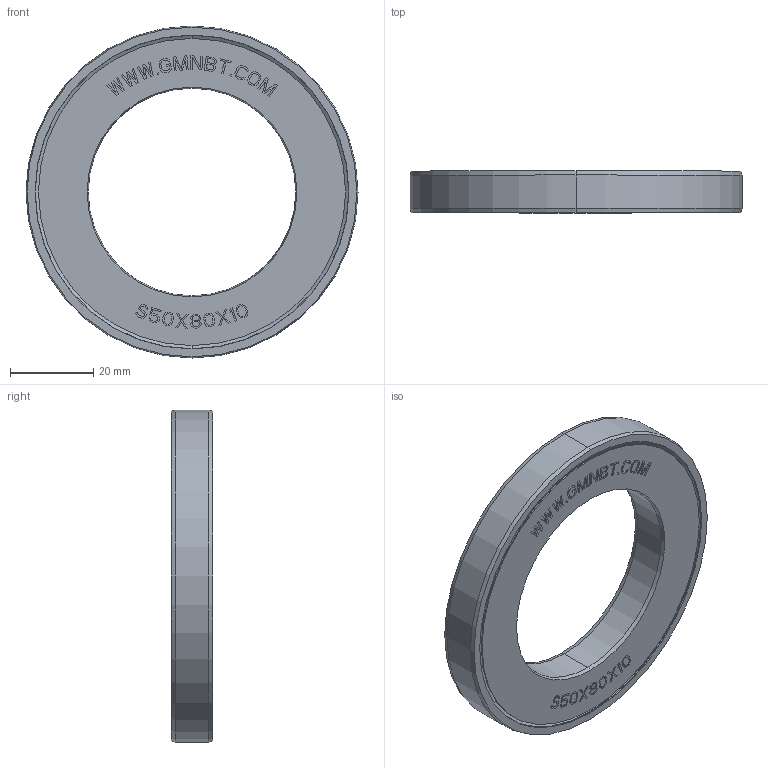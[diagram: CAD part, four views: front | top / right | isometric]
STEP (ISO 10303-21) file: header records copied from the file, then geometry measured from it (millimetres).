
FILE_DESCRIPTION((''),'2;1');
FILE_NAME('S50X80X10_PRT','2014-11-17T',('sales 4'),(''),'PRO/ENGINEER BY PARAMETRIC TECHNOLOGY CORPORATION, 2013150','PRO/ENGINEER BY PARAMETRIC TECHNOLOGY CORPORATION, 2013150','');
FILE_SCHEMA(('AUTOMOTIVE_DESIGN { 1 0 10303 214 1 1 1 1 }'));
Length unit declared in the file: millimetre
Products named in the file (1): S50X80X10_PRT
Bounding box: 80 x 10.07 x 80 mm (x, y, z)
Volume: 28788 mm3; surface area: 18204.8 mm2
Topology: 2 solids, 2 shells, 695 faces, 1911 edges, 1250 vertices
Faces by surface type: plane 615, cone 36, torus 32, cylinder 12
Entity records: 27941 total; most frequent: CARTESIAN_POINT 3858, ORIENTED_EDGE 3822, DIRECTION 3421, PRESENTATION_STYLE_ASSIGNMENT 1967, STYLED_ITEM 1945, CURVE_STYLE 1911, EDGE_CURVE 1911, VECTOR 1791
